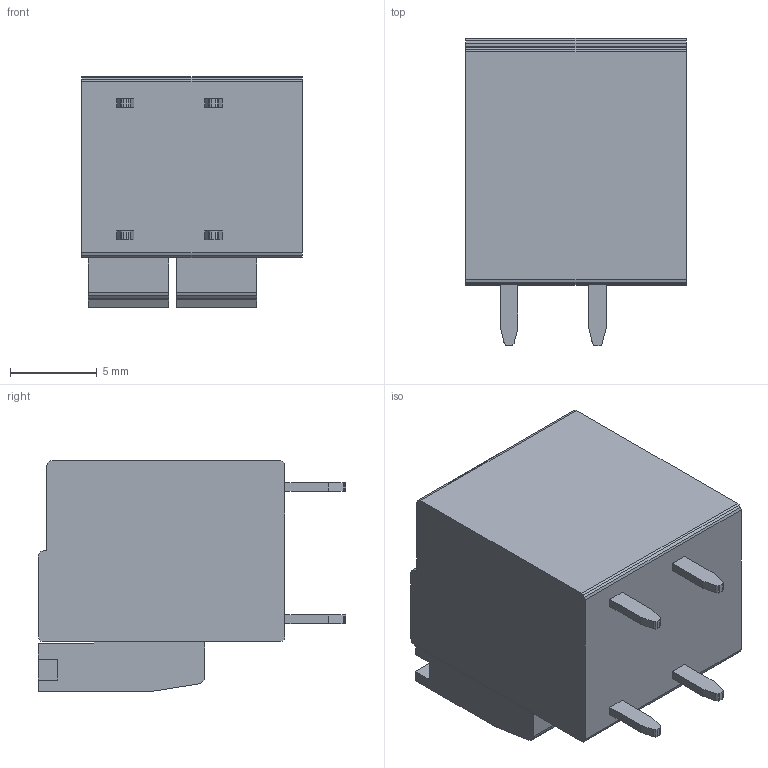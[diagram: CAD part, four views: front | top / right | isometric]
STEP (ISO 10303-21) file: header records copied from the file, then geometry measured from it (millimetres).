
FILE_DESCRIPTION(('STEP AP214'),'1');
FILE_NAME('terminal_blocks_a-tb508-ha02v.stp','2013-08-19T18:22:43',('TraceParts'),('TraceParts S.A.'),'XStep 1.0',' ',' ');
FILE_SCHEMA(('automotive_design'));
Length unit declared in the file: millimetre
Products named in the file (1): 1
Bounding box: 12.7 x 17.69 x 13.3 mm (x, y, z)
Volume: 2059.6 mm3; surface area: 1214.8 mm2
Topology: 1 solids, 1 shells, 111 faces, 303 edges, 202 vertices
Faces by surface type: plane 107, cylinder 4
Entity records: 6874 total; most frequent: CARTESIAN_POINT 617, STYLED_ITEM 616, PRESENTATION_STYLE_ASSIGNMENT 616, COLOUR_RGB 616, ORIENTED_EDGE 606, DIRECTION 535, EDGE_CURVE 303, CURVE_STYLE 303
